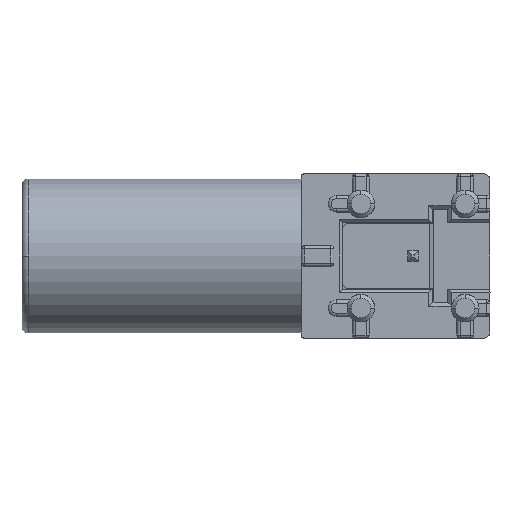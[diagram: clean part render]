
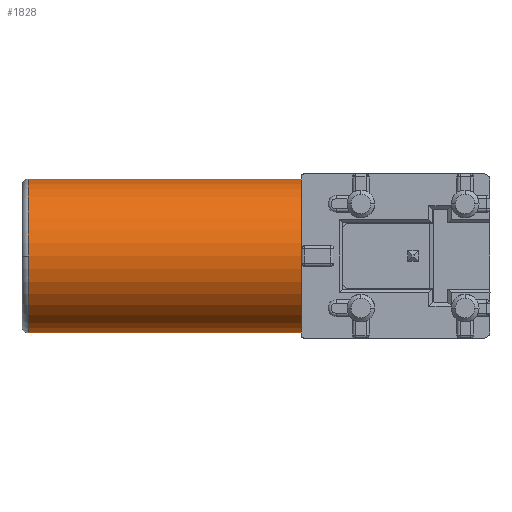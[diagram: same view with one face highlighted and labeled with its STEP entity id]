
A CAD part, front view. The second image highlights one B-rep face of the part: STEP entity #1828.
In plain terms, the highlighted cylindrical face has radius 3.75 mm (diameter 7.5 mm), a partial arc.
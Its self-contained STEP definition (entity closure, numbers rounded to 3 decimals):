
#1535=CYLINDRICAL_SURFACE('',#5142,3.75);
#1610=CIRCLE('',#5129,3.75);
#1618=CIRCLE('',#5140,3.75);
#1619=CIRCLE('',#5141,3.75);
#1828=ADVANCED_FACE('',(#2138),#1535,.T.);
#2138=FACE_OUTER_BOUND('',#2354,.T.);
#2354=EDGE_LOOP('',(#2661,#2662,#2663,#2664,#2665));
#2661=ORIENTED_EDGE('',*,*,#4017,.F.);
#2662=ORIENTED_EDGE('',*,*,#4012,.F.);
#2663=ORIENTED_EDGE('',*,*,#4024,.F.);
#2664=ORIENTED_EDGE('',*,*,#4019,.T.);
#2665=ORIENTED_EDGE('',*,*,#4025,.F.);
#3669=VERTEX_POINT('',#6804);
#3673=VERTEX_POINT('',#6811);
#3678=VERTEX_POINT('',#6823);
#3679=VERTEX_POINT('',#6825);
#3680=VERTEX_POINT('',#6827);
#4012=EDGE_CURVE('',#3673,#3669,#1610,.T.);
#4017=EDGE_CURVE('',#3669,#3678,#4541,.T.);
#4019=EDGE_CURVE('',#3680,#3679,#4542,.T.);
#4024=EDGE_CURVE('',#3680,#3673,#1618,.T.);
#4025=EDGE_CURVE('',#3678,#3679,#1619,.T.);
#4541=LINE('',#6822,#4851);
#4542=LINE('',#6826,#4852);
#4851=VECTOR('',#5641,1.);
#4852=VECTOR('',#5644,1.);
#5129=AXIS2_PLACEMENT_3D('',#6812,#5631,#5632);
#5140=AXIS2_PLACEMENT_3D('',#6836,#5657,#5658);
#5141=AXIS2_PLACEMENT_3D('',#6837,#5659,#5660);
#5142=AXIS2_PLACEMENT_3D('',#6838,#5661,#5662);
#5631=DIRECTION('',(-1.,0.,0.));
#5632=DIRECTION('',(0.,-1.,0.));
#5641=DIRECTION('',(1.,0.,0.));
#5644=DIRECTION('',(1.,0.,0.));
#5657=DIRECTION('',(-1.,0.,0.));
#5658=DIRECTION('',(0.,-1.,0.));
#5659=DIRECTION('',(1.,0.,0.));
#5660=DIRECTION('',(0.,0.,-1.));
#5661=DIRECTION('',(1.,0.,0.));
#5662=DIRECTION('',(0.,0.,1.));
#6804=CARTESIAN_POINT('',(-22.5,0.,3.75));
#6811=CARTESIAN_POINT('',(-22.5,-3.75,0.));
#6812=CARTESIAN_POINT('',(-22.5,0.,0.));
#6822=CARTESIAN_POINT('',(-10.333,0.,3.75));
#6823=CARTESIAN_POINT('',(-9.2,0.,3.75));
#6825=CARTESIAN_POINT('',(-9.2,0.,-3.75));
#6826=CARTESIAN_POINT('',(-10.333,0.,-3.75));
#6827=CARTESIAN_POINT('',(-22.5,0.,-3.75));
#6836=CARTESIAN_POINT('',(-22.5,0.,0.));
#6837=CARTESIAN_POINT('',(-9.2,0.,0.));
#6838=CARTESIAN_POINT('',(-10.333,0.,0.));
